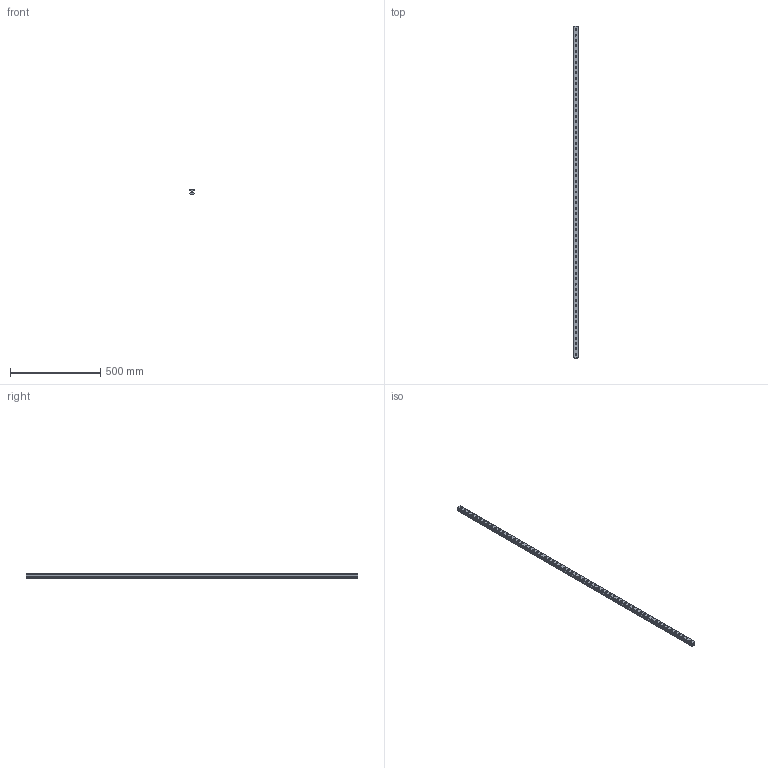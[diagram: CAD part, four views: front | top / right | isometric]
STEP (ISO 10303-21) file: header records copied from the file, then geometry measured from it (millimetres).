
FILE_DESCRIPTION(('STEP AP214'),'1');
FILE_NAME('cctmp_FD1D100A-FD03-4D6B-9F12-12778C2DB62D_2021_03_11_09_50_48_0839..stp','2021-03-11T08:50:49',('HIWIN GmbH'),('CADClick - www.CADClick.com'),'Spatial InterOp 3D',' ','unknown authorization');
FILE_SCHEMA(('AUTOMOTIVE_DESIGN'));
Length unit declared in the file: millimetre
Products named in the file (1): RGR25R1840H_FILE
Bounding box: 23 x 1840 x 23.6 mm (x, y, z)
Volume: 738317.2 mm3; surface area: 228435 mm2
Topology: 1 solids, 1 shells, 666 faces, 1431 edges, 954 vertices
Faces by surface type: cylinder 384, plane 282
Entity records: 23755 total; most frequent: DIRECTION 3533, CARTESIAN_POINT 3052, ORIENTED_EDGE 2862, AXIS2_PLACEMENT_3D 1435, EDGE_CURVE 1431, VERTEX_POINT 954, EDGE_LOOP 853, CIRCLE 768
